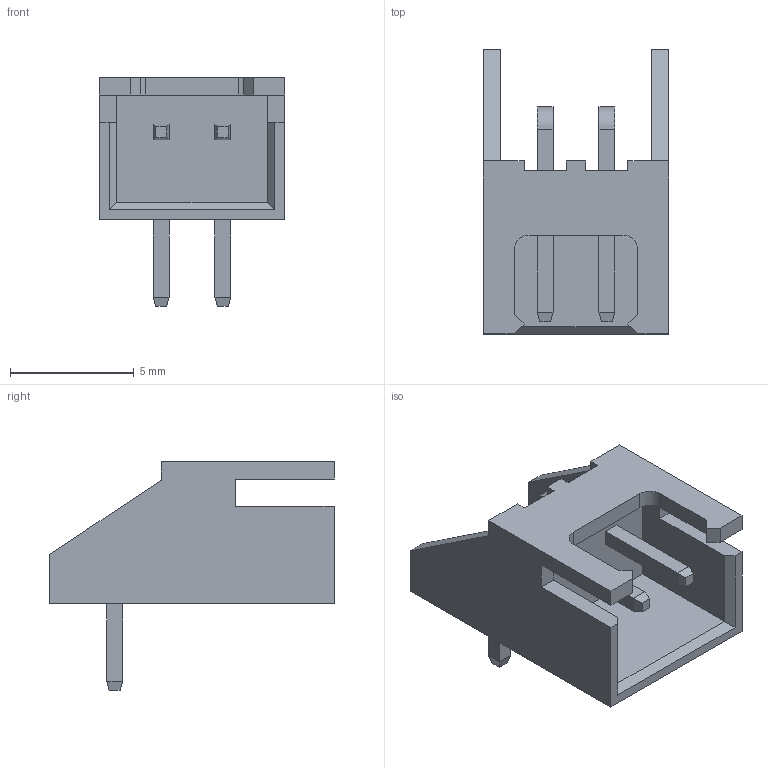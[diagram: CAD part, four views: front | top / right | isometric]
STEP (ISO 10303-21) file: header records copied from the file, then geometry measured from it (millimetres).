
FILE_DESCRIPTION (( 'STEP AP214' ), '1' );
FILE_NAME ('A7793667-A942-430B-896A-4C0DC513265D.STEP', '2025-01-01T19:43:33', ( '' ), ( '' ), 'SwSTEP 2.0', 'SolidWorks 2022', '' );
FILE_SCHEMA (( 'AUTOMOTIVE_DESIGN' ));
Length unit declared in the file: millimetre
Products named in the file (1): A7793667-A942-430B-896A-4C0DC513265D
Bounding box: 7.5 x 11.5 x 9.25 mm (x, y, z)
Volume: 174 mm3; surface area: 481.6 mm2
Topology: 1 solids, 1 shells, 87 faces, 225 edges, 144 vertices
Faces by surface type: plane 81, cylinder 6
Entity records: 3094 total; most frequent: CARTESIAN_POINT 457, ORIENTED_EDGE 450, DIRECTION 413, EDGE_CURVE 225, LINE 213, VECTOR 213, VERTEX_POINT 144, AXIS2_PLACEMENT_3D 100
